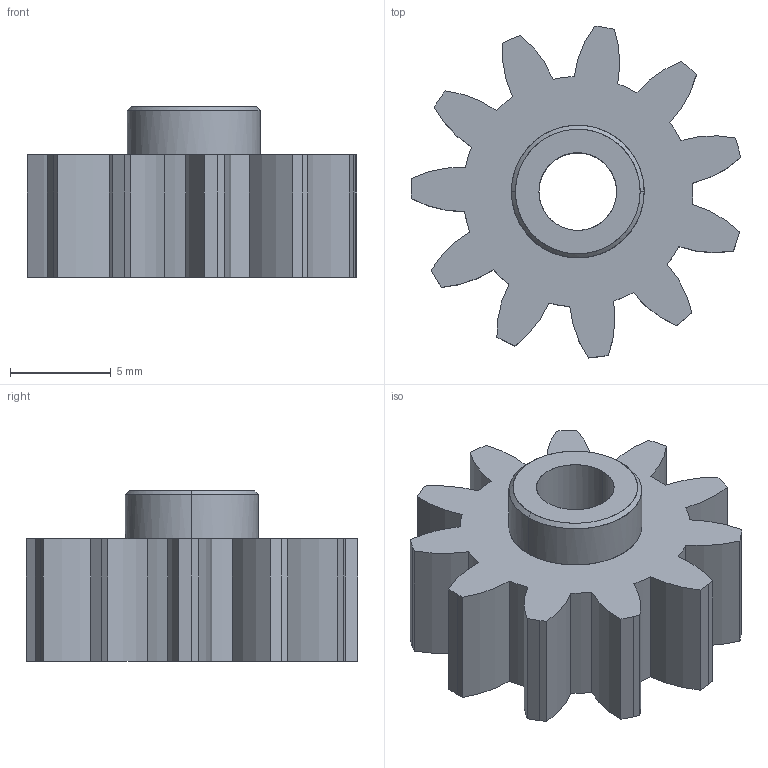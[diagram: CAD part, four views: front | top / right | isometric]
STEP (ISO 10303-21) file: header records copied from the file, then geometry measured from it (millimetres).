
FILE_DESCRIPTION ((), '1');
FILE_NAME ('Forearm_R_Wristgears3a.stp', '2013-09-29T10:18:47', ('Unknown'), ('Unknown'), 'Anar', 'Spacymen', '');
FILE_SCHEMA (('CONFIG_CONTROL_DESIGN'));
Length unit declared in the file: millimetre
Products named in the file (1): product-name
Bounding box: 16.38 x 16.49 x 8.5 mm (x, y, z)
Surface area: 942 mm2 (no closed solid volume)
Topology: 0 solids, 0 shells, 65 faces, 368 edges, 368 vertices
Faces by surface type: bspline 65
Entity records: 4328 total; most frequent: CARTESIAN_POINT 3130, SURFACE_CURVE 368, COMPOSITE_CURVE_SEGMENT 368, B_SPLINE_CURVE_WITH_KNOTS 234, BOUNDARY_CURVE 68, CURVE_BOUNDED_SURFACE 65, PERSON 8, ORGANIZATION 8
